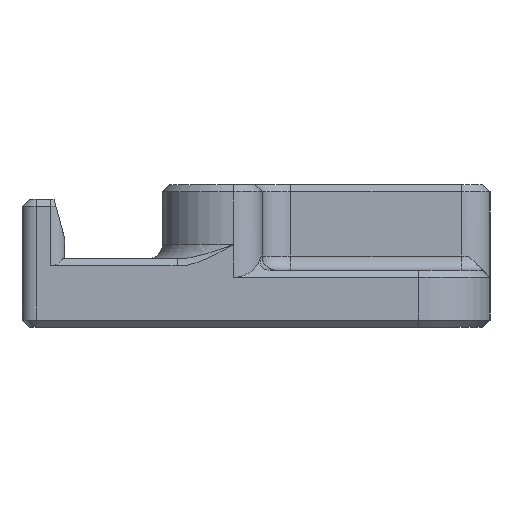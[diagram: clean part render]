
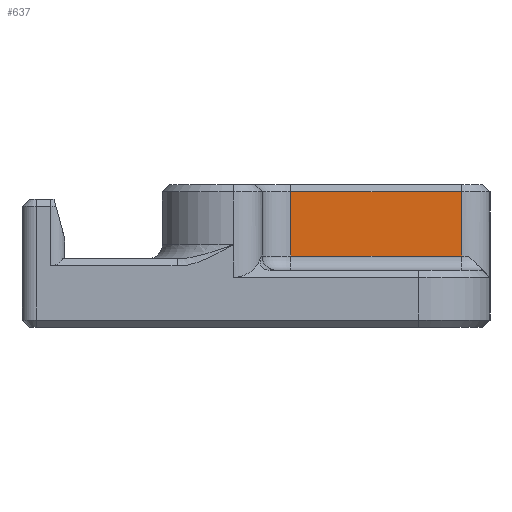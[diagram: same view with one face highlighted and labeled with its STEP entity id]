
A CAD part, left-side view. The second image highlights one B-rep face of the part: STEP entity #637.
In plain terms, the highlighted planar face has unit normal (-1, 0, 0).
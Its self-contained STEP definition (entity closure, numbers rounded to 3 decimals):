
#67 = VERTEX_POINT ( 'NONE', #2440 ) ;
#182 = DIRECTION ( 'NONE',  ( 0., 0., -1. ) ) ;
#208 = EDGE_CURVE ( 'NONE', #2994, #67, #2720, .T. ) ;
#282 = DIRECTION ( 'NONE',  ( 0., 0., 1. ) ) ;
#378 = VECTOR ( 'NONE', #4170, 1000. ) ;
#409 = LINE ( 'NONE', #1405, #2508 ) ;
#538 = LINE ( 'NONE', #1857, #378 ) ;
#612 = FACE_OUTER_BOUND ( 'NONE', #2619, .T. ) ;
#637 = ADVANCED_FACE ( 'NONE', ( #612 ), #3553, .T. ) ;
#662 = VERTEX_POINT ( 'NONE', #2026 ) ;
#745 = VECTOR ( 'NONE', #1109, 1000. ) ;
#805 = EDGE_CURVE ( 'NONE', #1931, #662, #409, .T. ) ;
#1109 = DIRECTION ( 'NONE',  ( 0., -1., 0. ) ) ;
#1167 = CARTESIAN_POINT ( 'NONE',  ( 6., 4., 10. ) ) ;
#1265 = CARTESIAN_POINT ( 'NONE',  ( 6., 0., 10. ) ) ;
#1277 = VECTOR ( 'NONE', #182, 1000. ) ;
#1405 = CARTESIAN_POINT ( 'NONE',  ( 6., 0., 9.5 ) ) ;
#1461 = ORIENTED_EDGE ( 'NONE', *, *, #805, .T. ) ;
#1857 = CARTESIAN_POINT ( 'NONE',  ( 6., -8., 10. ) ) ;
#1931 = VERTEX_POINT ( 'NONE', #3943 ) ;
#1932 = DIRECTION ( 'NONE',  ( -1., 0., 0. ) ) ;
#2026 = CARTESIAN_POINT ( 'NONE',  ( 6., 4., 9.5 ) ) ;
#2237 = EDGE_CURVE ( 'NONE', #67, #1931, #538, .T. ) ;
#2336 = ORIENTED_EDGE ( 'NONE', *, *, #2237, .T. ) ;
#2402 = AXIS2_PLACEMENT_3D ( 'NONE', #1265, #1932, #282 ) ;
#2440 = CARTESIAN_POINT ( 'NONE',  ( 6., -8., 5. ) ) ;
#2459 = LINE ( 'NONE', #1167, #1277 ) ;
#2508 = VECTOR ( 'NONE', #2527, 1000. ) ;
#2527 = DIRECTION ( 'NONE',  ( 0., 1., 0. ) ) ;
#2570 = ORIENTED_EDGE ( 'NONE', *, *, #3406, .T. ) ;
#2619 = EDGE_LOOP ( 'NONE', ( #2570, #3753, #2336, #1461 ) ) ;
#2720 = LINE ( 'NONE', #4027, #745 ) ;
#2994 = VERTEX_POINT ( 'NONE', #3436 ) ;
#3406 = EDGE_CURVE ( 'NONE', #662, #2994, #2459, .T. ) ;
#3436 = CARTESIAN_POINT ( 'NONE',  ( 6., 4., 5. ) ) ;
#3553 = PLANE ( 'NONE',  #2402 ) ;
#3753 = ORIENTED_EDGE ( 'NONE', *, *, #208, .T. ) ;
#3943 = CARTESIAN_POINT ( 'NONE',  ( 6., -8., 9.5 ) ) ;
#4027 = CARTESIAN_POINT ( 'NONE',  ( 6., -8., 5. ) ) ;
#4170 = DIRECTION ( 'NONE',  ( 0., 0., 1. ) ) ;
